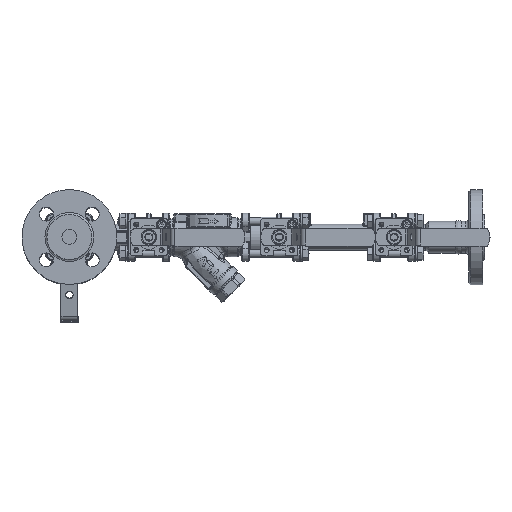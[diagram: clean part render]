
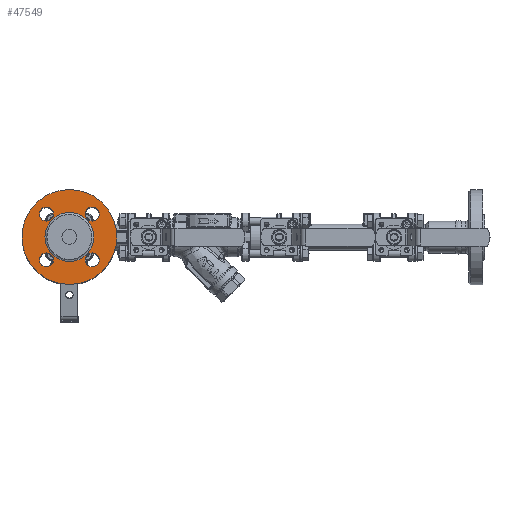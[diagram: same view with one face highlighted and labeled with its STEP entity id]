
A CAD part, top view. The second image highlights one B-rep face of the part: STEP entity #47549.
In plain terms, the highlighted planar face has unit normal (0, 0, 1).
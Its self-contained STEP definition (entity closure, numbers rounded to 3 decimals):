
#3480=FACE_BOUND('',#14134,.T.);
#3481=FACE_BOUND('',#14135,.T.);
#3482=FACE_BOUND('',#14136,.T.);
#3483=FACE_BOUND('',#14137,.T.);
#3484=FACE_BOUND('',#14138,.T.);
#3742=PLANE('',#50632);
#11139=FACE_OUTER_BOUND('',#14133,.T.);
#14133=EDGE_LOOP('',(#32513,#32514));
#14134=EDGE_LOOP('',(#32515,#32516));
#14135=EDGE_LOOP('',(#32517,#32518));
#14136=EDGE_LOOP('',(#32519,#32520));
#14137=EDGE_LOOP('',(#32521,#32522));
#14138=EDGE_LOOP('',(#32523));
#17403=CIRCLE('',#50631,24.5);
#17404=CIRCLE('',#50633,47.5);
#17405=CIRCLE('',#50634,47.5);
#17406=CIRCLE('',#50635,7.);
#17407=CIRCLE('',#50636,7.);
#17408=CIRCLE('',#50637,7.);
#17409=CIRCLE('',#50638,7.);
#17410=CIRCLE('',#50639,7.);
#17411=CIRCLE('',#50640,7.);
#17412=CIRCLE('',#50641,7.);
#17413=CIRCLE('',#50642,7.);
#20380=VERTEX_POINT('',#71096);
#20381=VERTEX_POINT('',#71100);
#20382=VERTEX_POINT('',#71101);
#20383=VERTEX_POINT('',#71104);
#20384=VERTEX_POINT('',#71105);
#20385=VERTEX_POINT('',#71108);
#20386=VERTEX_POINT('',#71109);
#20387=VERTEX_POINT('',#71112);
#20388=VERTEX_POINT('',#71113);
#20389=VERTEX_POINT('',#71116);
#20390=VERTEX_POINT('',#71117);
#24967=EDGE_CURVE('',#20380,#20380,#17403,.T.);
#24968=EDGE_CURVE('',#20381,#20382,#17404,.T.);
#24969=EDGE_CURVE('',#20382,#20381,#17405,.T.);
#24970=EDGE_CURVE('',#20383,#20384,#17406,.T.);
#24971=EDGE_CURVE('',#20384,#20383,#17407,.T.);
#24972=EDGE_CURVE('',#20385,#20386,#17408,.T.);
#24973=EDGE_CURVE('',#20386,#20385,#17409,.T.);
#24974=EDGE_CURVE('',#20387,#20388,#17410,.T.);
#24975=EDGE_CURVE('',#20388,#20387,#17411,.T.);
#24976=EDGE_CURVE('',#20389,#20390,#17412,.T.);
#24977=EDGE_CURVE('',#20390,#20389,#17413,.T.);
#32513=ORIENTED_EDGE('',*,*,#24968,.F.);
#32514=ORIENTED_EDGE('',*,*,#24969,.F.);
#32515=ORIENTED_EDGE('',*,*,#24970,.T.);
#32516=ORIENTED_EDGE('',*,*,#24971,.T.);
#32517=ORIENTED_EDGE('',*,*,#24972,.T.);
#32518=ORIENTED_EDGE('',*,*,#24973,.T.);
#32519=ORIENTED_EDGE('',*,*,#24974,.T.);
#32520=ORIENTED_EDGE('',*,*,#24975,.T.);
#32521=ORIENTED_EDGE('',*,*,#24976,.T.);
#32522=ORIENTED_EDGE('',*,*,#24977,.T.);
#32523=ORIENTED_EDGE('',*,*,#24967,.F.);
#47549=ADVANCED_FACE('',(#11139,#3480,#3481,#3482,#3483,#3484),#3742,.F.);
#50631=AXIS2_PLACEMENT_3D('',#71098,#56653,#56654);
#50632=AXIS2_PLACEMENT_3D('',#71099,#56655,#56656);
#50633=AXIS2_PLACEMENT_3D('',#71102,#56657,#56658);
#50634=AXIS2_PLACEMENT_3D('',#71103,#56659,#56660);
#50635=AXIS2_PLACEMENT_3D('',#71106,#56661,#56662);
#50636=AXIS2_PLACEMENT_3D('',#71107,#56663,#56664);
#50637=AXIS2_PLACEMENT_3D('',#71110,#56665,#56666);
#50638=AXIS2_PLACEMENT_3D('',#71111,#56667,#56668);
#50639=AXIS2_PLACEMENT_3D('',#71114,#56669,#56670);
#50640=AXIS2_PLACEMENT_3D('',#71115,#56671,#56672);
#50641=AXIS2_PLACEMENT_3D('',#71118,#56673,#56674);
#50642=AXIS2_PLACEMENT_3D('',#71119,#56675,#56676);
#56653=DIRECTION('center_axis',(0.,0.,
1.));
#56654=DIRECTION('ref_axis',(0.,1.,0.));
#56655=DIRECTION('center_axis',(0.,0.,
-1.));
#56656=DIRECTION('ref_axis',(0.,1.,0.));
#56657=DIRECTION('center_axis',(0.,0.,
-1.));
#56658=DIRECTION('ref_axis',(0.,1.,0.));
#56659=DIRECTION('center_axis',(0.,0.,
-1.));
#56660=DIRECTION('ref_axis',(0.,1.,0.));
#56661=DIRECTION('center_axis',(0.,0.,
-1.));
#56662=DIRECTION('ref_axis',(0.,-1.,0.));
#56663=DIRECTION('center_axis',(0.,0.,
-1.));
#56664=DIRECTION('ref_axis',(0.,-1.,0.));
#56665=DIRECTION('center_axis',(0.,0.,
-1.));
#56666=DIRECTION('ref_axis',(-1.,0.,0.));
#56667=DIRECTION('center_axis',(0.,0.,
-1.));
#56668=DIRECTION('ref_axis',(-1.,0.,0.));
#56669=DIRECTION('center_axis',(0.,0.,
-1.));
#56670=DIRECTION('ref_axis',(0.,1.,0.));
#56671=DIRECTION('center_axis',(0.,0.,
-1.));
#56672=DIRECTION('ref_axis',(0.,1.,0.));
#56673=DIRECTION('center_axis',(0.,0.,
-1.));
#56674=DIRECTION('ref_axis',(1.,0.,0.));
#56675=DIRECTION('center_axis',(0.,0.,
-1.));
#56676=DIRECTION('ref_axis',(1.,0.,0.));
#71096=CARTESIAN_POINT('',(-224.292,54.074,61.319));
#71098=CARTESIAN_POINT('Origin',(-224.292,78.574,61.319));
#71099=CARTESIAN_POINT('Origin',(-224.292,78.574,61.319));
#71100=CARTESIAN_POINT('',(-224.292,126.074,61.319));
#71101=CARTESIAN_POINT('',(-224.292,31.074,61.319));
#71102=CARTESIAN_POINT('Origin',(-224.292,78.574,61.319));
#71103=CARTESIAN_POINT('Origin',(-224.292,78.574,61.319));
#71104=CARTESIAN_POINT('',(-201.311,48.593,61.319));
#71105=CARTESIAN_POINT('',(-201.311,62.593,61.319));
#71106=CARTESIAN_POINT('Origin',(-201.311,55.593,61.319));
#71107=CARTESIAN_POINT('Origin',(-201.311,55.593,61.319));
#71108=CARTESIAN_POINT('',(-254.273,55.593,61.319));
#71109=CARTESIAN_POINT('',(-240.273,55.593,61.319));
#71110=CARTESIAN_POINT('Origin',(-247.273,55.593,61.319));
#71111=CARTESIAN_POINT('Origin',(-247.273,55.593,61.319));
#71112=CARTESIAN_POINT('',(-247.273,108.555,61.319));
#71113=CARTESIAN_POINT('',(-247.273,94.555,61.319));
#71114=CARTESIAN_POINT('Origin',(-247.273,101.555,61.319));
#71115=CARTESIAN_POINT('Origin',(-247.273,101.555,61.319));
#71116=CARTESIAN_POINT('',(-194.311,101.555,61.319));
#71117=CARTESIAN_POINT('',(-208.311,101.555,61.319));
#71118=CARTESIAN_POINT('Origin',(-201.311,101.555,61.319));
#71119=CARTESIAN_POINT('Origin',(-201.311,101.555,61.319));
